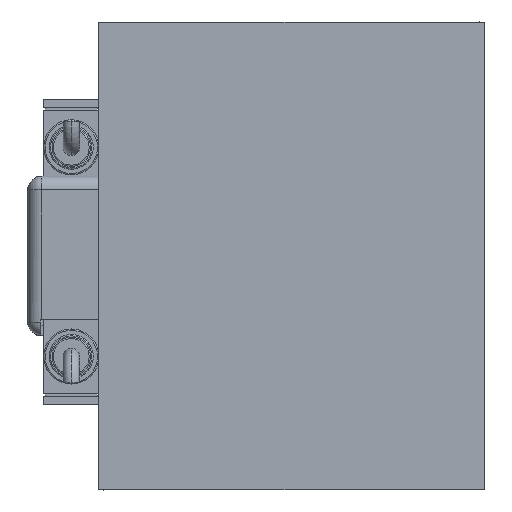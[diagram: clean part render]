
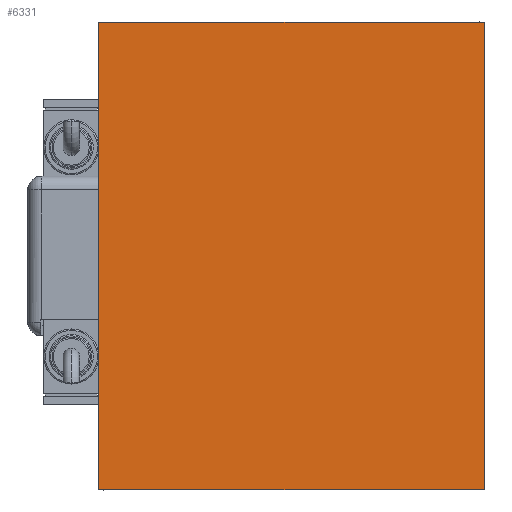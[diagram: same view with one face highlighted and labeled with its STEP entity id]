
A CAD part, left-side view. The second image highlights one B-rep face of the part: STEP entity #6331.
In plain terms, the highlighted face is planar.
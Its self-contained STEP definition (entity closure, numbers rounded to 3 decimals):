
#1081 = CARTESIAN_POINT ( 'NONE',  ( 205., -70., -85. ) ) ;
#2335 = EDGE_CURVE ( 'NONE', #34304, #17532, #14034, .T. ) ;
#2631 = DIRECTION ( 'NONE',  ( 0., 0.707, 0.707 ) ) ;
#4491 = ORIENTED_EDGE ( 'NONE', *, *, #14223, .T. ) ;
#6331 = ADVANCED_FACE ( 'NONE', ( #40311 ), #31111, .T. ) ;
#7250 = CARTESIAN_POINT ( 'NONE',  ( 205., 69.7, 85. ) ) ;
#7264 = CARTESIAN_POINT ( 'NONE',  ( 205., 70., 84.7 ) ) ;
#8689 = ORIENTED_EDGE ( 'NONE', *, *, #17516, .T. ) ;
#8697 = AXIS2_PLACEMENT_3D ( 'NONE', #12714, #39429, #39133 ) ;
#9406 = CARTESIAN_POINT ( 'NONE',  ( 205., -70., -84.7 ) ) ;
#9598 = DIRECTION ( 'NONE',  ( 0., 0.707, -0.707 ) ) ;
#10129 = VERTEX_POINT ( 'NONE', #7250 ) ;
#12714 = CARTESIAN_POINT ( 'NONE',  ( 205., 0., 0. ) ) ;
#12929 = VERTEX_POINT ( 'NONE', #7264 ) ;
#13757 = EDGE_CURVE ( 'NONE', #17532, #57242, #15440, .T. ) ;
#13806 = CARTESIAN_POINT ( 'NONE',  ( 205., 77.35, 77.35 ) ) ;
#14034 = LINE ( 'NONE', #18185, #37134 ) ;
#14223 = EDGE_CURVE ( 'NONE', #57242, #31256, #31572, .T. ) ;
#15111 = ORIENTED_EDGE ( 'NONE', *, *, #38161, .T. ) ;
#15440 = LINE ( 'NONE', #19307, #55371 ) ;
#16249 = ORIENTED_EDGE ( 'NONE', *, *, #2335, .T. ) ;
#17516 = EDGE_CURVE ( 'NONE', #10129, #34304, #48154, .T. ) ;
#17532 = VERTEX_POINT ( 'NONE', #20561 ) ;
#17675 = DIRECTION ( 'NONE',  ( 0., -0.707, 0.707 ) ) ;
#18185 = CARTESIAN_POINT ( 'NONE',  ( 205., -77.35, 77.35 ) ) ;
#19307 = CARTESIAN_POINT ( 'NONE',  ( 205., -70., 85. ) ) ;
#20561 = CARTESIAN_POINT ( 'NONE',  ( 205., -70., 84.7 ) ) ;
#20681 = VERTEX_POINT ( 'NONE', #22699 ) ;
#21144 = DIRECTION ( 'NONE',  ( 0., -1., 0. ) ) ;
#22699 = CARTESIAN_POINT ( 'NONE',  ( 205., 69.7, -85. ) ) ;
#23140 = LINE ( 'NONE', #27593, #56610 ) ;
#23456 = VECTOR ( 'NONE', #2631, 1000. ) ;
#24753 = EDGE_CURVE ( 'NONE', #31256, #20681, #45313, .T. ) ;
#26424 = DIRECTION ( 'NONE',  ( 0., 1., 0. ) ) ;
#27593 = CARTESIAN_POINT ( 'NONE',  ( 205., 70., -85. ) ) ;
#29334 = LINE ( 'NONE', #43571, #23456 ) ;
#31111 = PLANE ( 'NONE',  #8697 ) ;
#31256 = VERTEX_POINT ( 'NONE', #54383 ) ;
#31572 = LINE ( 'NONE', #50252, #56394 ) ;
#32127 = DIRECTION ( 'NONE',  ( 0., -0.707, -0.707 ) ) ;
#32947 = CARTESIAN_POINT ( 'NONE',  ( 205., -69.7, 85. ) ) ;
#32950 = DIRECTION ( 'NONE',  ( 0., 0., -1. ) ) ;
#34304 = VERTEX_POINT ( 'NONE', #32947 ) ;
#35733 = EDGE_CURVE ( 'NONE', #12929, #10129, #40819, .T. ) ;
#36790 = VECTOR ( 'NONE', #17675, 1000. ) ;
#37134 = VECTOR ( 'NONE', #32127, 1000. ) ;
#37664 = VECTOR ( 'NONE', #26424, 1000. ) ;
#38161 = EDGE_CURVE ( 'NONE', #53666, #12929, #23140, .T. ) ;
#38408 = EDGE_CURVE ( 'NONE', #20681, #53666, #29334, .T. ) ;
#39133 = DIRECTION ( 'NONE',  ( 0., 0., -1. ) ) ;
#39429 = DIRECTION ( 'NONE',  ( 1., 0., 0. ) ) ;
#40311 = FACE_OUTER_BOUND ( 'NONE', #53236, .T. ) ;
#40818 = CARTESIAN_POINT ( 'NONE',  ( 205., 70., -84.7 ) ) ;
#40819 = LINE ( 'NONE', #13806, #36790 ) ;
#42074 = ORIENTED_EDGE ( 'NONE', *, *, #35733, .T. ) ;
#43571 = CARTESIAN_POINT ( 'NONE',  ( 205., 77.35, -77.35 ) ) ;
#43992 = ORIENTED_EDGE ( 'NONE', *, *, #24753, .T. ) ;
#44287 = CARTESIAN_POINT ( 'NONE',  ( 205., 70., 85. ) ) ;
#44817 = DIRECTION ( 'NONE',  ( 0., 0., 1. ) ) ;
#45313 = LINE ( 'NONE', #1081, #37664 ) ;
#48154 = LINE ( 'NONE', #44287, #48944 ) ;
#48944 = VECTOR ( 'NONE', #21144, 1000. ) ;
#50252 = CARTESIAN_POINT ( 'NONE',  ( 205., -77.35, -77.35 ) ) ;
#53236 = EDGE_LOOP ( 'NONE', ( #43992, #57900, #15111, #42074, #8689, #16249, #57278, #4491 ) ) ;
#53666 = VERTEX_POINT ( 'NONE', #40818 ) ;
#54383 = CARTESIAN_POINT ( 'NONE',  ( 205., -69.7, -85. ) ) ;
#55371 = VECTOR ( 'NONE', #32950, 1000. ) ;
#56394 = VECTOR ( 'NONE', #9598, 1000. ) ;
#56610 = VECTOR ( 'NONE', #44817, 1000. ) ;
#57242 = VERTEX_POINT ( 'NONE', #9406 ) ;
#57278 = ORIENTED_EDGE ( 'NONE', *, *, #13757, .T. ) ;
#57900 = ORIENTED_EDGE ( 'NONE', *, *, #38408, .T. ) ;
